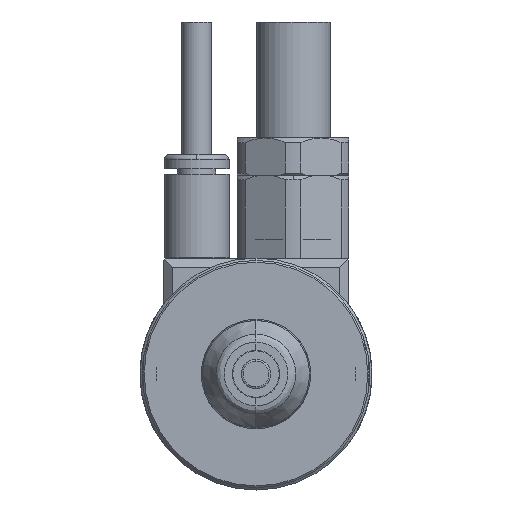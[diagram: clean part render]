
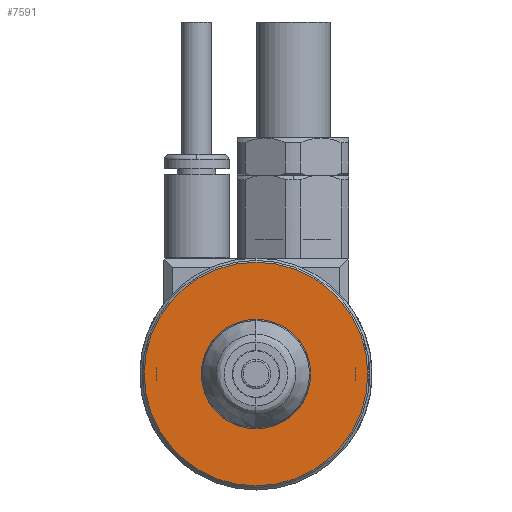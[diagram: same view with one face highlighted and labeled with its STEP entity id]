
A CAD part, left-side view. The second image highlights one B-rep face of the part: STEP entity #7591.
In plain terms, the highlighted planar face has unit normal (-1, 0, 0).
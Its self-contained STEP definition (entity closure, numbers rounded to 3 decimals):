
#22 = CARTESIAN_POINT ( 'NONE',  ( 11., -12.05, 0. ) ) ;
#101 = ORIENTED_EDGE ( 'NONE', *, *, #1559, .F. ) ;
#678 = VERTEX_POINT ( 'NONE', #22 ) ;
#801 = EDGE_LOOP ( 'NONE', ( #7971, #5773 ) ) ;
#939 = DIRECTION ( 'NONE',  ( 1., 0., 0. ) ) ;
#1559 = EDGE_CURVE ( 'NONE', #8865, #6228, #11224, .T. ) ;
#2131 = AXIS2_PLACEMENT_3D ( 'NONE', #2400, #5498, #9306 ) ;
#2156 = CARTESIAN_POINT ( 'NONE',  ( 11., 0., 0. ) ) ;
#2294 = PLANE ( 'NONE',  #5915 ) ;
#2400 = CARTESIAN_POINT ( 'NONE',  ( 11., 0., 0. ) ) ;
#2427 = CARTESIAN_POINT ( 'NONE',  ( 11., 12.05, 0. ) ) ;
#3141 = DIRECTION ( 'NONE',  ( 1., 0., 0. ) ) ;
#3192 = FACE_BOUND ( 'NONE', #4306, .T. ) ;
#3520 = AXIS2_PLACEMENT_3D ( 'NONE', #11419, #3764, #7488 ) ;
#3764 = DIRECTION ( 'NONE',  ( -1., 0., 0. ) ) ;
#3884 = CARTESIAN_POINT ( 'NONE',  ( 11., 0., 0. ) ) ;
#3936 = DIRECTION ( 'NONE',  ( 0., 1., 0. ) ) ;
#4040 = AXIS2_PLACEMENT_3D ( 'NONE', #3884, #9735, #3936 ) ;
#4306 = EDGE_LOOP ( 'NONE', ( #8718, #101 ) ) ;
#4812 = DIRECTION ( 'NONE',  ( 0., 1., 0. ) ) ;
#5272 = CARTESIAN_POINT ( 'NONE',  ( 11., 0., 4.8 ) ) ;
#5498 = DIRECTION ( 'NONE',  ( -1., 0., 0. ) ) ;
#5633 = CARTESIAN_POINT ( 'NONE',  ( 11., 0., -4.8 ) ) ;
#5773 = ORIENTED_EDGE ( 'NONE', *, *, #6541, .F. ) ;
#5915 = AXIS2_PLACEMENT_3D ( 'NONE', #2156, #3141, #10913 ) ;
#6228 = VERTEX_POINT ( 'NONE', #5272 ) ;
#6464 = EDGE_CURVE ( 'NONE', #9795, #678, #11558, .T. ) ;
#6541 = EDGE_CURVE ( 'NONE', #678, #9795, #7422, .T. ) ;
#6807 = FACE_OUTER_BOUND ( 'NONE', #801, .T. ) ;
#7422 = CIRCLE ( 'NONE', #4040, 12.05 ) ;
#7488 = DIRECTION ( 'NONE',  ( 0., 0., 1. ) ) ;
#7591 = ADVANCED_FACE ( 'NONE', ( #3192, #6807 ), #2294, .F. ) ;
#7693 = CARTESIAN_POINT ( 'NONE',  ( 11., 0., 0. ) ) ;
#7971 = ORIENTED_EDGE ( 'NONE', *, *, #6464, .F. ) ;
#8564 = CIRCLE ( 'NONE', #2131, 4.8 ) ;
#8718 = ORIENTED_EDGE ( 'NONE', *, *, #9352, .F. ) ;
#8865 = VERTEX_POINT ( 'NONE', #5633 ) ;
#9306 = DIRECTION ( 'NONE',  ( 0., 0., 1. ) ) ;
#9352 = EDGE_CURVE ( 'NONE', #6228, #8865, #8564, .T. ) ;
#9735 = DIRECTION ( 'NONE',  ( 1., 0., 0. ) ) ;
#9795 = VERTEX_POINT ( 'NONE', #2427 ) ;
#10798 = AXIS2_PLACEMENT_3D ( 'NONE', #7693, #939, #4812 ) ;
#10913 = DIRECTION ( 'NONE',  ( 0., 0., -1. ) ) ;
#11224 = CIRCLE ( 'NONE', #3520, 4.8 ) ;
#11419 = CARTESIAN_POINT ( 'NONE',  ( 11., 0., 0. ) ) ;
#11558 = CIRCLE ( 'NONE', #10798, 12.05 ) ;
